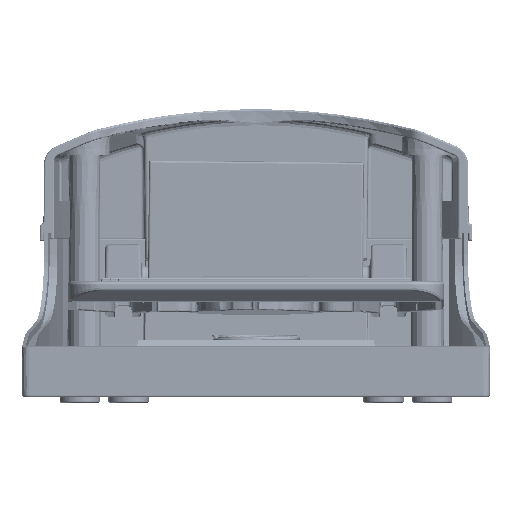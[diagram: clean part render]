
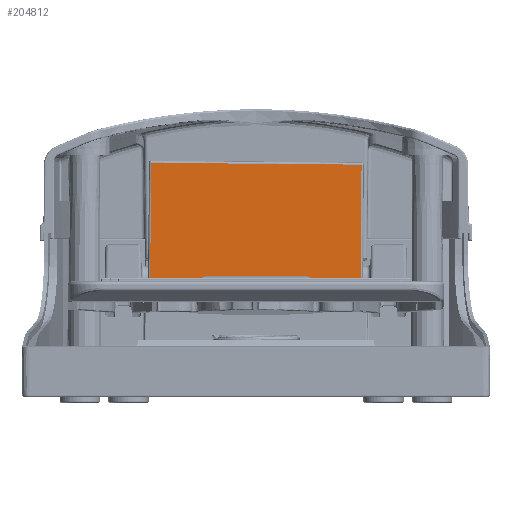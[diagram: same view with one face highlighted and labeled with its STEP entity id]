
A CAD part, left-side view. The second image highlights one B-rep face of the part: STEP entity #204812.
In plain terms, the highlighted planar face has unit normal (-1, 0, -0.009).
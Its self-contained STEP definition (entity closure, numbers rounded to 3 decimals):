
#9603 = LINE ( 'NONE', #164839, #12414 ) ;
#12414 = VECTOR ( 'NONE', #71982, 1000. ) ;
#17947 = CARTESIAN_POINT ( 'NONE',  ( 106.244, 31.567, 30.071 ) ) ;
#24389 = DIRECTION ( 'NONE',  ( -0.009, -0.009, 1. ) ) ;
#37233 = LINE ( 'NONE', #17947, #238183 ) ;
#66589 = ORIENTED_EDGE ( 'NONE', *, *, #70557, .T. ) ;
#70557 = EDGE_CURVE ( 'NONE', #102271, #96311, #9603, .T. ) ;
#70631 = VERTEX_POINT ( 'NONE', #182710 ) ;
#71946 = VECTOR ( 'NONE', #226703, 1000. ) ;
#71982 = DIRECTION ( 'NONE',  ( 0., -1., -0.009 ) ) ;
#77413 = DIRECTION ( 'NONE',  ( -1., 0., -0.009 ) ) ;
#79188 = CARTESIAN_POINT ( 'NONE',  ( 105.897, 31.22, 69.805 ) ) ;
#92096 = PLANE ( 'NONE',  #228382 ) ;
#92885 = DIRECTION ( 'NONE',  ( 0.009, 0.009, -1. ) ) ;
#93943 = CARTESIAN_POINT ( 'NONE',  ( 106.239, 31.562, 30.65 ) ) ;
#96311 = VERTEX_POINT ( 'NONE', #233470 ) ;
#97943 = CARTESIAN_POINT ( 'NONE',  ( 105.901, -31.449, 69.838 ) ) ;
#99854 = ORIENTED_EDGE ( 'NONE', *, *, #176749, .T. ) ;
#102271 = VERTEX_POINT ( 'NONE', #93943 ) ;
#103614 = CARTESIAN_POINT ( 'NONE',  ( 105.897, 31.799, 69.81 ) ) ;
#114466 = EDGE_LOOP ( 'NONE', ( #99854, #180068, #127335, #66589 ) ) ;
#119041 = FACE_OUTER_BOUND ( 'NONE', #114466, .T. ) ;
#121471 = LINE ( 'NONE', #97943, #71946 ) ;
#127335 = ORIENTED_EDGE ( 'NONE', *, *, #241663, .T. ) ;
#129608 = CARTESIAN_POINT ( 'NONE',  ( 105.633, -25.375, 100.487 ) ) ;
#164839 = CARTESIAN_POINT ( 'NONE',  ( 106.248, -31.682, 30.098 ) ) ;
#176510 = VECTOR ( 'NONE', #180887, 1000. ) ;
#176749 = EDGE_CURVE ( 'NONE', #96311, #70631, #121471, .T. ) ;
#180068 = ORIENTED_EDGE ( 'NONE', *, *, #223239, .T. ) ;
#180887 = DIRECTION ( 'NONE',  ( 0., 1., 0.009 ) ) ;
#182710 = CARTESIAN_POINT ( 'NONE',  ( 105.906, -31.444, 69.258 ) ) ;
#204812 = ADVANCED_FACE ( 'NONE', ( #119041 ), #92096, .T. ) ;
#221434 = VERTEX_POINT ( 'NONE', #79188 ) ;
#223239 = EDGE_CURVE ( 'NONE', #70631, #221434, #226154, .T. ) ;
#226154 = LINE ( 'NONE', #103614, #176510 ) ;
#226703 = DIRECTION ( 'NONE',  ( -0.009, -0.009, 1. ) ) ;
#228382 = AXIS2_PLACEMENT_3D ( 'NONE', #129608, #77413, #24389 ) ;
#233470 = CARTESIAN_POINT ( 'NONE',  ( 106.248, -31.103, 30.103 ) ) ;
#238183 = VECTOR ( 'NONE', #92885, 1000. ) ;
#241663 = EDGE_CURVE ( 'NONE', #221434, #102271, #37233, .T. ) ;
